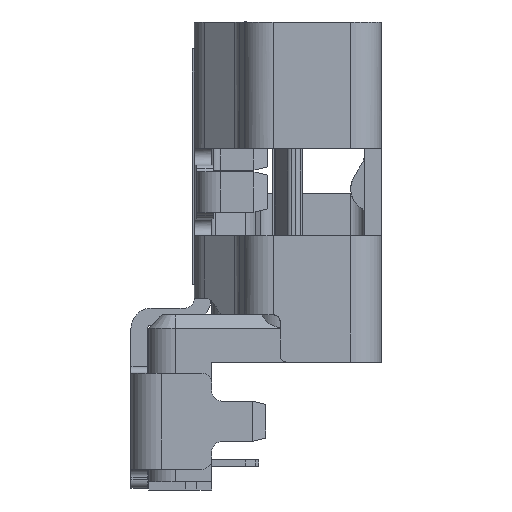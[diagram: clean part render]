
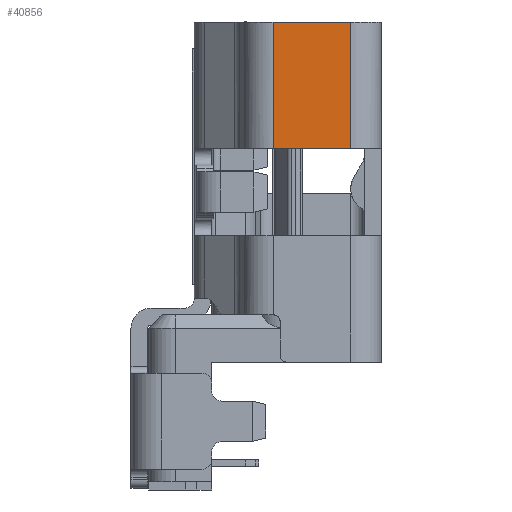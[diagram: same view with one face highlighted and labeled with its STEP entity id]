
A CAD part, left-side view. The second image highlights one B-rep face of the part: STEP entity #40856.
In plain terms, the highlighted planar face has unit normal (-1, 0, 0).
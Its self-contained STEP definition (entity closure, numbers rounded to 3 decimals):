
#2760 = VERTEX_POINT ( 'NONE', #49928 ) ;
#5363 = LINE ( 'NONE', #33929, #48024 ) ;
#6707 = EDGE_CURVE ( 'NONE', #2760, #70579, #5363, .T. ) ;
#7359 = LINE ( 'NONE', #20952, #53231 ) ;
#17085 = EDGE_CURVE ( 'NONE', #33971, #2760, #47788, .T. ) ;
#17123 = ORIENTED_EDGE ( 'NONE', *, *, #33696, .F. ) ;
#17358 = DIRECTION ( 'NONE',  ( 0., -1., 0. ) ) ;
#20952 = CARTESIAN_POINT ( 'NONE',  ( -7.5, 0.43, -5.05 ) ) ;
#21475 = CARTESIAN_POINT ( 'NONE',  ( -7.5, -2.025, -10.302 ) ) ;
#22435 = FACE_OUTER_BOUND ( 'NONE', #63463, .T. ) ;
#28081 = CARTESIAN_POINT ( 'NONE',  ( -7.5, -1.875, 0. ) ) ;
#29271 = AXIS2_PLACEMENT_3D ( 'NONE', #21475, #72689, #44663 ) ;
#33696 = EDGE_CURVE ( 'NONE', #33971, #38661, #7359, .T. ) ;
#33929 = CARTESIAN_POINT ( 'NONE',  ( -7.5, -1.875, -5.05 ) ) ;
#33971 = VERTEX_POINT ( 'NONE', #50742 ) ;
#38661 = VERTEX_POINT ( 'NONE', #80385 ) ;
#40856 = ADVANCED_FACE ( 'NONE', ( #22435 ), #57262, .F. ) ;
#44663 = DIRECTION ( 'NONE',  ( 0., 1., 0. ) ) ;
#47453 = CARTESIAN_POINT ( 'NONE',  ( -7.5, -0.723, 0. ) ) ;
#47788 = LINE ( 'NONE', #83543, #83173 ) ;
#48024 = VECTOR ( 'NONE', #69690, 1000. ) ;
#49928 = CARTESIAN_POINT ( 'NONE',  ( -7.5, -1.875, -3.75 ) ) ;
#50742 = CARTESIAN_POINT ( 'NONE',  ( -7.5, 0.43, -3.75 ) ) ;
#51817 = ORIENTED_EDGE ( 'NONE', *, *, #6707, .T. ) ;
#53231 = VECTOR ( 'NONE', #87139, 1000. ) ;
#54273 = ORIENTED_EDGE ( 'NONE', *, *, #78252, .F. ) ;
#56749 = ORIENTED_EDGE ( 'NONE', *, *, #17085, .T. ) ;
#57262 = PLANE ( 'NONE',  #29271 ) ;
#63463 = EDGE_LOOP ( 'NONE', ( #17123, #56749, #51817, #54273 ) ) ;
#69690 = DIRECTION ( 'NONE',  ( 0., 0., 1. ) ) ;
#70579 = VERTEX_POINT ( 'NONE', #28081 ) ;
#72689 = DIRECTION ( 'NONE',  ( 1., 0., 0. ) ) ;
#78252 = EDGE_CURVE ( 'NONE', #38661, #70579, #83207, .T. ) ;
#80385 = CARTESIAN_POINT ( 'NONE',  ( -7.5, 0.43, 0. ) ) ;
#83173 = VECTOR ( 'NONE', #17358, 1000. ) ;
#83207 = LINE ( 'NONE', #47453, #86545 ) ;
#83543 = CARTESIAN_POINT ( 'NONE',  ( -7.5, -0.723, -3.75 ) ) ;
#84632 = DIRECTION ( 'NONE',  ( 0., -1., 0. ) ) ;
#86545 = VECTOR ( 'NONE', #84632, 1000. ) ;
#87139 = DIRECTION ( 'NONE',  ( 0., 0., 1. ) ) ;
